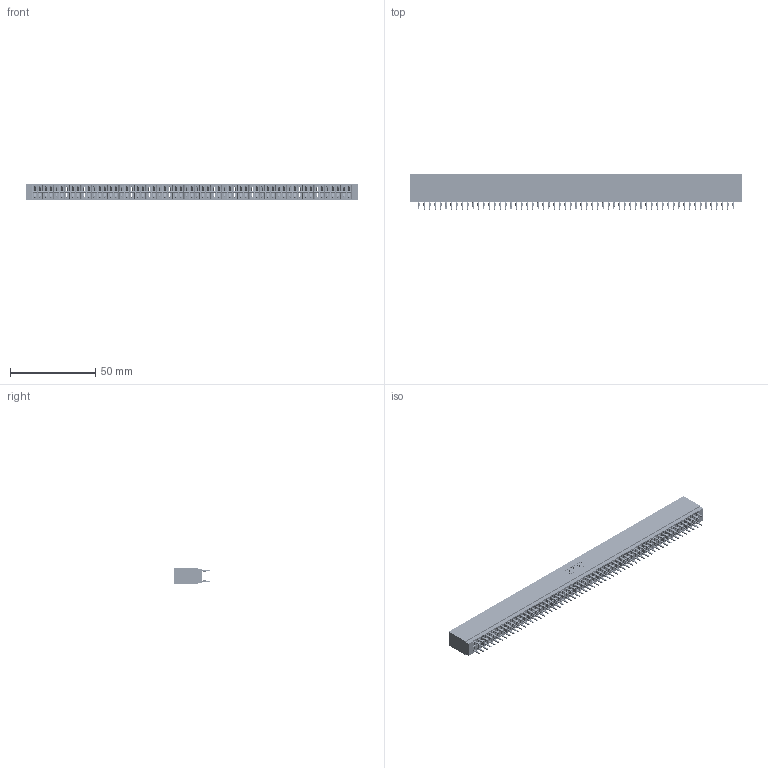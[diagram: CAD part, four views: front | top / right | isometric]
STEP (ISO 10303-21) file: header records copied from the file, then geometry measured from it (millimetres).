
FILE_DESCRIPTION (( 'STEP AP203' ), '1' );
FILE_NAME ('746-118-520-201.STEP', '2020-09-18T19:28:25', ( '' ), ( '' ), 'SwSTEP 2.0', 'SolidWorks 2020', '' );
FILE_SCHEMA (( 'CONFIG_CONTROL_DESIGN' ));
Products named in the file (3): 746 Part_.515 Slot Depth - 01; 746-292-001_520; 746-118-520-201
Assembly tree (119 placements, depth 2):
  746-118-520-201
    746 Part_.515 Slot Depth - 01
    746-292-001_520  x118
Bounding box: 194.56 x 20.82 x 9.91 mm (x, y, z)
Volume: 20643.9 mm3; surface area: 32950.8 mm2
Topology: 119 solids, 119 shells, 10658 faces, 29291 edges, 18642 vertices
Faces by surface type: plane 5483, bspline 2360, cylinder 2107, torus 708
Entity records: 88649 total; most frequent: CARTESIAN_POINT 17475, ORIENTED_EDGE 15292, DIRECTION 12738, EDGE_CURVE 7646, LINE 6872, VECTOR 6872, VERTEX_POINT 5070, AXIS2_PLACEMENT_3D 2933
